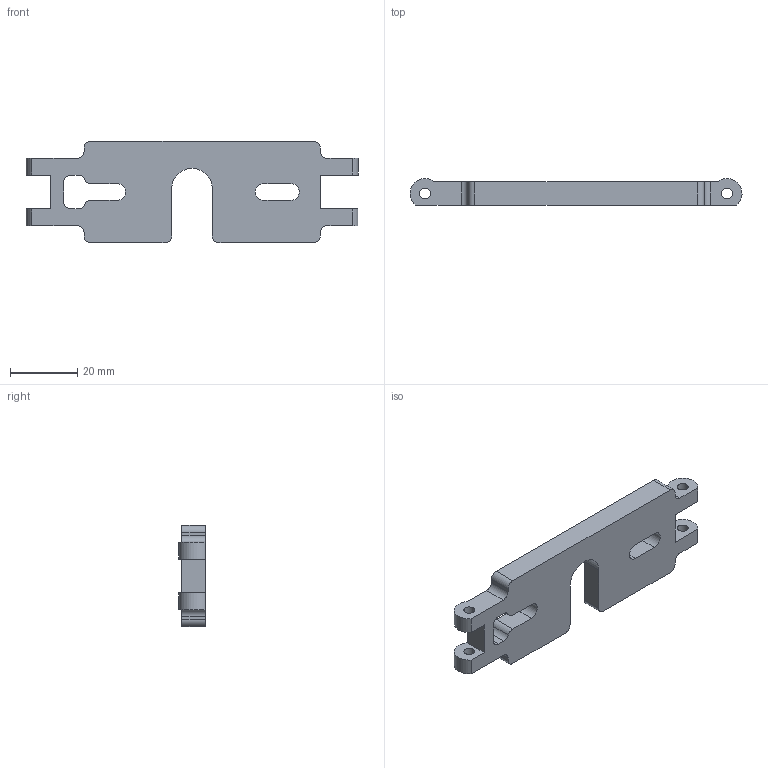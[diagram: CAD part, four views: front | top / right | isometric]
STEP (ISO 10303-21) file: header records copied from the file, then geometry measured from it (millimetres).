
FILE_DESCRIPTION(/* description */ (''),/* implementation_level */ '2;1');
FILE_NAME(/* name */ '6mm_groove_mounting_plate.step',/* time_stamp */ '2017-03-01T20:15:45+01:00',/* author */ ('Rubén'),/* organization */ (''),/* preprocessor_version */ 'ST-DEVELOPER v15.2',/* originating_system */ 'Autodesk Inventor 2014',/* authorisation */ '');
FILE_SCHEMA (('AUTOMOTIVE_DESIGN { 1 0 10303 214 3 1 1 }'));
Length unit declared in the file: millimetre
Products named in the file (1): 6mm_groove_mounting_plate
Bounding box: 98.4 x 7.95 x 30 mm (x, y, z)
Volume: 14148.8 mm3; surface area: 7051.9 mm2
Topology: 1 solids, 1 shells, 60 faces, 172 edges, 114 vertices
Faces by surface type: plane 31, cylinder 29
Full cylindrical faces by diameter (mm): 3.2 x4
Entity records: 2005 total; most frequent: DIRECTION 350, CARTESIAN_POINT 343, ORIENTED_EDGE 336, EDGE_CURVE 168, AXIS2_PLACEMENT_3D 121, VERTEX_POINT 114, LINE 108, VECTOR 108
